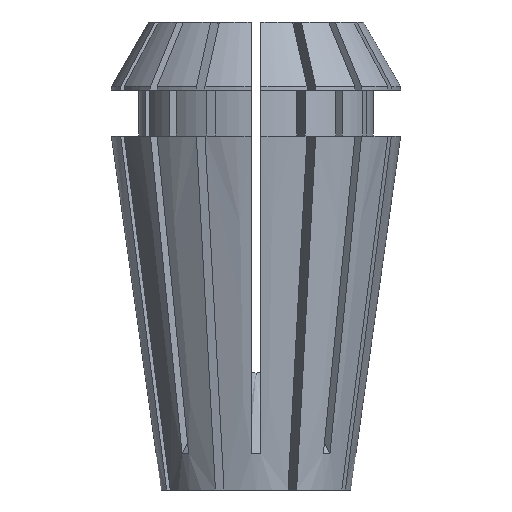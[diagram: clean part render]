
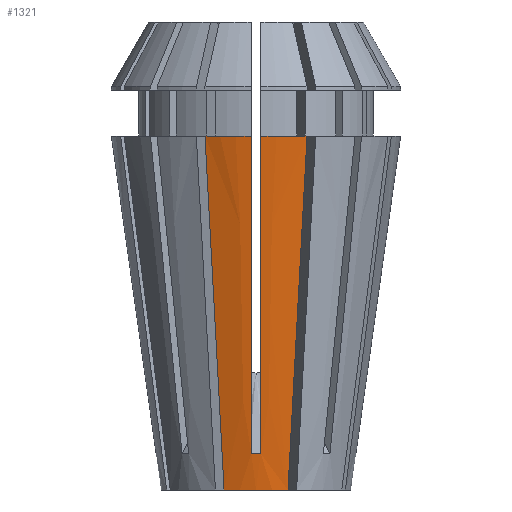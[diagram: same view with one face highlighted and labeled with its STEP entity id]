
A CAD part, left-side view. The second image highlights one B-rep face of the part: STEP entity #1321.
In plain terms, the highlighted conical face has half-angle 8 degrees and reference radius 5.577 mm.
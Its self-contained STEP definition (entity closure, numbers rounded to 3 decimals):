
#17 = CARTESIAN_POINT ( 'NONE',  ( -6.745, 0.275, 8.348 ) ) ;
#53 = CARTESIAN_POINT ( 'NONE',  ( -5.872, 0.275, 2.145 ) ) ;
#87 = CARTESIAN_POINT ( 'NONE',  ( -7.181, 0.275, 11.449 ) ) ;
#185 = DIRECTION ( 'NONE',  ( -1., 0., 0. ) ) ;
#198 = CARTESIAN_POINT ( 'NONE',  ( -6.745, -0.275, 8.348 ) ) ;
#282 = CARTESIAN_POINT ( 'NONE',  ( -7.314, -2.732, 15.874 ) ) ;
#375 = B_SPLINE_CURVE_WITH_KNOTS ( 'NONE', 3,
 ( #1049, #4495, #2729, #2317, #198, #1917, #2786 ),
 .UNSPECIFIED., .F., .F.,
 ( 4, 3, 4 ),
 ( 0.035, 0.044, 0.054 ),
 .UNSPECIFIED. ) ;
#400 = ORIENTED_EDGE ( 'NONE', *, *, #3466, .T. ) ;
#658 = CARTESIAN_POINT ( 'NONE',  ( -6.034, -2.202, 6.022 ) ) ;
#715 = CARTESIAN_POINT ( 'NONE',  ( -7.954, 2.997, 20.8 ) ) ;
#775 = B_SPLINE_CURVE_WITH_KNOTS ( 'NONE', 3,
 ( #715, #4092, #1935, #1993, #2350, #2787, #3726 ),
 .UNSPECIFIED., .F., .F.,
 ( 4, 3, 4 ),
 ( 0., 0.015, 0.021 ),
 .UNSPECIFIED. ) ;
#814 = DIRECTION ( 'NONE',  ( 1., 0., 0. ) ) ;
#859 = CARTESIAN_POINT ( 'NONE',  ( -6.308, 0.275, 5.246 ) ) ;
#1008 = CARTESIAN_POINT ( 'NONE',  ( -8.496, 0.275, 20.8 ) ) ;
#1049 = CARTESIAN_POINT ( 'NONE',  ( -8.496, -0.275, 20.8 ) ) ;
#1237 = CARTESIAN_POINT ( 'NONE',  ( -7.954, 2.997, 20.8 ) ) ;
#1321 = ADVANCED_FACE ( 'NONE', ( #3918 ), #3856, .T. ) ;
#1366 = ORIENTED_EDGE ( 'NONE', *, *, #1751, .F. ) ;
#1489 = VERTEX_POINT ( 'NONE', #5245 ) ;
#1496 = DIRECTION ( 'NONE',  ( 0., 0., -1. ) ) ;
#1511 = CARTESIAN_POINT ( 'NONE',  ( -5.512, -1.986, 2.007 ) ) ;
#1710 = B_SPLINE_CURVE_WITH_KNOTS ( 'NONE', 3,
 ( #4267, #4286, #3351, #5502 ),
 .UNSPECIFIED., .F., .F.,
 ( 4, 4 ),
 ( 0., 0.001 ),
 .UNSPECIFIED. ) ;
#1718 = CARTESIAN_POINT ( 'NONE',  ( -8.058, 0.275, 17.683 ) ) ;
#1720 = EDGE_CURVE ( 'NONE', #2551, #1489, #1710, .T. ) ;
#1751 = EDGE_CURVE ( 'NONE', #4608, #2551, #2142, .T. ) ;
#1796 = ORIENTED_EDGE ( 'NONE', *, *, #3025, .F. ) ;
#1896 = CIRCLE ( 'NONE', #3949, 5.577 ) ;
#1917 = CARTESIAN_POINT ( 'NONE',  ( -6.308, -0.275, 5.246 ) ) ;
#1935 = CARTESIAN_POINT ( 'NONE',  ( -6.674, 2.467, 10.948 ) ) ;
#1942 = CARTESIAN_POINT ( 'NONE',  ( -5.252, -1.878, 0. ) ) ;
#1953 = CIRCLE ( 'NONE', #2946, 8.5 ) ;
#1971 = EDGE_CURVE ( 'NONE', #2139, #1489, #375, .T. ) ;
#1993 = CARTESIAN_POINT ( 'NONE',  ( -6.034, 2.202, 6.022 ) ) ;
#2139 = VERTEX_POINT ( 'NONE', #3278 ) ;
#2142 = B_SPLINE_CURVE_WITH_KNOTS ( 'NONE', 3,
 ( #2149, #1718, #2170, #87, #17, #859, #53 ),
 .UNSPECIFIED., .F., .F.,
 ( 4, 3, 4 ),
 ( 0.035, 0.044, 0.054 ),
 .UNSPECIFIED. ) ;
#2149 = CARTESIAN_POINT ( 'NONE',  ( -8.496, 0.275, 20.8 ) ) ;
#2170 = CARTESIAN_POINT ( 'NONE',  ( -7.619, 0.275, 14.566 ) ) ;
#2221 = EDGE_CURVE ( 'NONE', #5219, #4907, #775, .T. ) ;
#2317 = CARTESIAN_POINT ( 'NONE',  ( -7.181, -0.275, 11.449 ) ) ;
#2337 = AXIS2_PLACEMENT_3D ( 'NONE', #5070, #3806, #814 ) ;
#2350 = CARTESIAN_POINT ( 'NONE',  ( -5.773, 2.094, 4.015 ) ) ;
#2443 = CARTESIAN_POINT ( 'NONE',  ( 0., 0., 20.8 ) ) ;
#2551 = VERTEX_POINT ( 'NONE', #2635 ) ;
#2574 = ORIENTED_EDGE ( 'NONE', *, *, #1971, .T. ) ;
#2577 = ORIENTED_EDGE ( 'NONE', *, *, #2221, .T. ) ;
#2635 = CARTESIAN_POINT ( 'NONE',  ( -5.872, 0.275, 2.145 ) ) ;
#2729 = CARTESIAN_POINT ( 'NONE',  ( -7.619, -0.275, 14.566 ) ) ;
#2733 = CARTESIAN_POINT ( 'NONE',  ( 0., 0., 0. ) ) ;
#2786 = CARTESIAN_POINT ( 'NONE',  ( -5.872, -0.275, 2.145 ) ) ;
#2787 = CARTESIAN_POINT ( 'NONE',  ( -5.512, 1.986, 2.007 ) ) ;
#2831 = EDGE_CURVE ( 'NONE', #4425, #4907, #1896, .T. ) ;
#2946 = AXIS2_PLACEMENT_3D ( 'NONE', #2443, #4619, #5003 ) ;
#2988 = B_SPLINE_CURVE_WITH_KNOTS ( 'NONE', 3,
 ( #4154, #282, #4177, #658, #3670, #1511, #1942 ),
 .UNSPECIFIED., .F., .F.,
 ( 4, 3, 4 ),
 ( 0., 0.015, 0.021 ),
 .UNSPECIFIED. ) ;
#3025 = EDGE_CURVE ( 'NONE', #5026, #4425, #2988, .T. ) ;
#3056 = ORIENTED_EDGE ( 'NONE', *, *, #1720, .F. ) ;
#3278 = CARTESIAN_POINT ( 'NONE',  ( -8.496, -0.275, 20.8 ) ) ;
#3351 = CARTESIAN_POINT ( 'NONE',  ( -5.879, -0.092, 2.136 ) ) ;
#3364 = CARTESIAN_POINT ( 'NONE',  ( -7.954, -2.997, 20.8 ) ) ;
#3466 = EDGE_CURVE ( 'NONE', #5026, #2139, #1953, .T. ) ;
#3601 = DIRECTION ( 'NONE',  ( 0., 0., -1. ) ) ;
#3670 = CARTESIAN_POINT ( 'NONE',  ( -5.773, -2.094, 4.015 ) ) ;
#3726 = CARTESIAN_POINT ( 'NONE',  ( -5.252, 1.878, 0. ) ) ;
#3788 = EDGE_CURVE ( 'NONE', #4608, #5219, #5540, .T. ) ;
#3806 = DIRECTION ( 'NONE',  ( 0., 0., 1. ) ) ;
#3856 = CONICAL_SURFACE ( 'NONE', #2337, 5.577, 0.14 ) ;
#3918 = FACE_OUTER_BOUND ( 'NONE', #5505, .T. ) ;
#3949 = AXIS2_PLACEMENT_3D ( 'NONE', #2733, #3601, #185 ) ;
#4083 = DIRECTION ( 'NONE',  ( -1., 0., 0. ) ) ;
#4092 = CARTESIAN_POINT ( 'NONE',  ( -7.314, 2.732, 15.874 ) ) ;
#4154 = CARTESIAN_POINT ( 'NONE',  ( -7.954, -2.997, 20.8 ) ) ;
#4177 = CARTESIAN_POINT ( 'NONE',  ( -6.674, -2.467, 10.948 ) ) ;
#4215 = AXIS2_PLACEMENT_3D ( 'NONE', #4506, #1496, #4083 ) ;
#4216 = CARTESIAN_POINT ( 'NONE',  ( -5.252, 1.878, 0. ) ) ;
#4267 = CARTESIAN_POINT ( 'NONE',  ( -5.872, 0.275, 2.145 ) ) ;
#4286 = CARTESIAN_POINT ( 'NONE',  ( -5.879, 0.092, 2.136 ) ) ;
#4336 = ORIENTED_EDGE ( 'NONE', *, *, #3788, .T. ) ;
#4425 = VERTEX_POINT ( 'NONE', #5579 ) ;
#4495 = CARTESIAN_POINT ( 'NONE',  ( -8.058, -0.275, 17.683 ) ) ;
#4506 = CARTESIAN_POINT ( 'NONE',  ( 0., 0., 20.8 ) ) ;
#4608 = VERTEX_POINT ( 'NONE', #1008 ) ;
#4619 = DIRECTION ( 'NONE',  ( 0., 0., -1. ) ) ;
#4907 = VERTEX_POINT ( 'NONE', #4216 ) ;
#4908 = ORIENTED_EDGE ( 'NONE', *, *, #2831, .F. ) ;
#5003 = DIRECTION ( 'NONE',  ( -1., 0., 0. ) ) ;
#5026 = VERTEX_POINT ( 'NONE', #3364 ) ;
#5070 = CARTESIAN_POINT ( 'NONE',  ( 0., 0., 0. ) ) ;
#5219 = VERTEX_POINT ( 'NONE', #1237 ) ;
#5245 = CARTESIAN_POINT ( 'NONE',  ( -5.872, -0.275, 2.145 ) ) ;
#5502 = CARTESIAN_POINT ( 'NONE',  ( -5.872, -0.275, 2.145 ) ) ;
#5505 = EDGE_LOOP ( 'NONE', ( #4336, #2577, #4908, #1796, #400, #2574, #3056, #1366 ) ) ;
#5540 = CIRCLE ( 'NONE', #4215, 8.5 ) ;
#5579 = CARTESIAN_POINT ( 'NONE',  ( -5.252, -1.878, 0. ) ) ;
